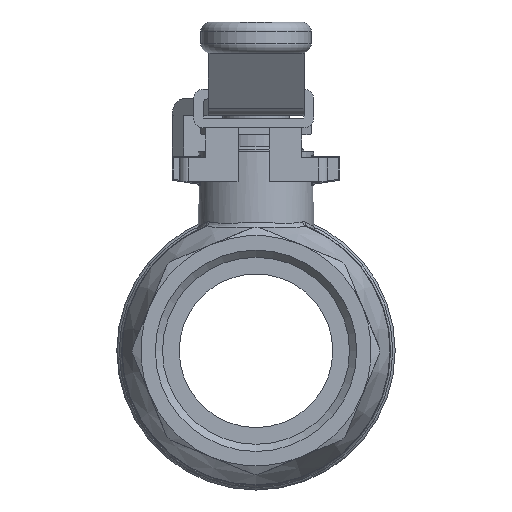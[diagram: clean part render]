
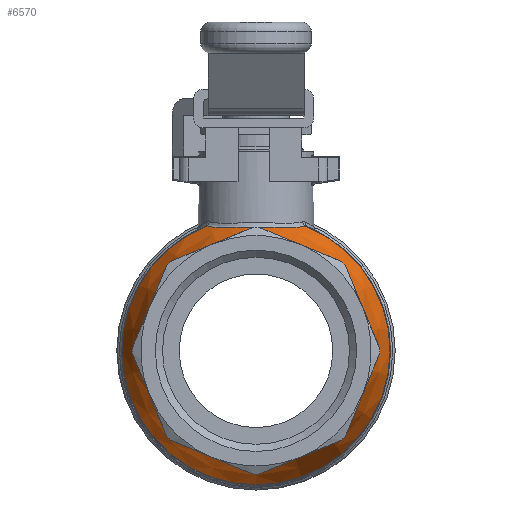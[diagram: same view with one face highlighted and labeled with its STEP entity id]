
A CAD part, left-side view. The second image highlights one B-rep face of the part: STEP entity #6570.
In plain terms, the highlighted conical face has half-angle 21.801 degrees and reference radius 24 mm.
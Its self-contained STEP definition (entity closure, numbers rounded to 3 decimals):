
#257=CONICAL_SURFACE('',#6985,24.,0.381);
#978=CIRCLE('',#6986,27.928);
#979=CIRCLE('',#6987,24.072);
#1337=ORIENTED_EDGE('',*,*,#2770,.T.);
#1338=ORIENTED_EDGE('',*,*,#2771,.T.);
#1339=ORIENTED_EDGE('',*,*,#2772,.T.);
#2770=EDGE_CURVE('',#3467,#3468,#3913,.T.);
#2771=EDGE_CURVE('',#3468,#3467,#978,.F.);
#2772=EDGE_CURVE('',#3469,#3469,#979,.T.);
#3467=VERTEX_POINT('',#9412);
#3468=VERTEX_POINT('',#9413);
#3469=VERTEX_POINT('',#9416);
#3913=B_SPLINE_CURVE_WITH_KNOTS('',3,(#9403,#9404,#9405,#9406,#9407,#9408,
#9409,#9410,#9411),.UNSPECIFIED.,.F.,.F.,(4,1,1,1,1,1,4),(0.,0.006,
0.009,0.012,0.018,0.021,
0.024),.UNSPECIFIED.);
#4050=EDGE_LOOP('',(#1337,#1338));
#4051=EDGE_LOOP('',(#1339));
#4454=FACE_BOUND('',#4050,.T.);
#4455=FACE_BOUND('',#4051,.T.);
#6570=ADVANCED_FACE('',(#4454,#4455),#257,.T.);
#6985=AXIS2_PLACEMENT_3D('',#9402,#7680,#7681);
#6986=AXIS2_PLACEMENT_3D('',#9414,#7682,#7683);
#6987=AXIS2_PLACEMENT_3D('',#9415,#7684,#7685);
#7680=DIRECTION('',(0.,1.,0.));
#7681=DIRECTION('',(0.,0.,1.));
#7682=DIRECTION('',(0.,1.,0.));
#7683=DIRECTION('',(0.,0.,1.));
#7684=DIRECTION('',(0.,1.,0.));
#7685=DIRECTION('',(0.,0.,1.));
#9402=CARTESIAN_POINT('',(0.,-17.,0.));
#9403=CARTESIAN_POINT('',(10.242,-7.179,25.983));
#9404=CARTESIAN_POINT('',(9.093,-8.832,25.725));
#9405=CARTESIAN_POINT('',(6.778,-10.91,25.66));
#9406=CARTESIAN_POINT('',(3.025,-12.375,25.728));
#9407=CARTESIAN_POINT('',(-1.046,-12.884,25.771));
#9408=CARTESIAN_POINT('',(-5.022,-11.857,25.671));
#9409=CARTESIAN_POINT('',(-8.347,-9.507,25.702));
#9410=CARTESIAN_POINT('',(-9.668,-8.005,25.854));
#9411=CARTESIAN_POINT('',(-10.242,-7.179,25.983));
#9412=CARTESIAN_POINT('',(10.242,-7.179,25.983));
#9413=CARTESIAN_POINT('',(-10.242,-7.179,25.983));
#9414=CARTESIAN_POINT('',(0.,-7.179,0.));
#9415=CARTESIAN_POINT('',(0.,-16.821,0.));
#9416=CARTESIAN_POINT('',(0.,-16.821,24.072));
